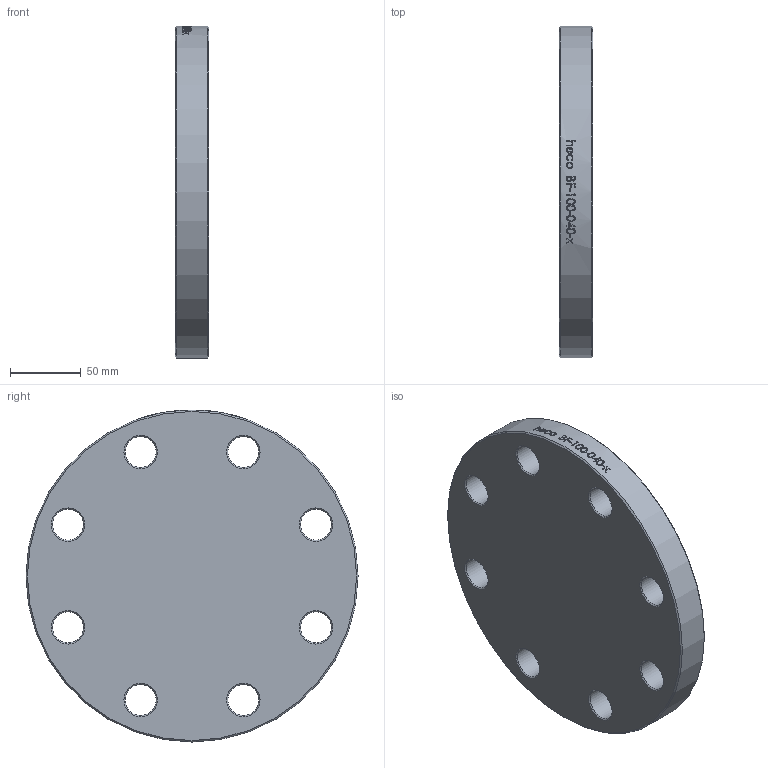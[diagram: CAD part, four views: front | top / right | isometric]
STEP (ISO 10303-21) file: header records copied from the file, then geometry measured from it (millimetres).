
FILE_DESCRIPTION (( 'STEP AP214' ), '1' );
FILE_NAME ('BF-100-040-x Blindflansch PN40 DIN2527 EN1092 2103.STEP', '2021-03-09T10:36:18', ( '' ), ( '' ), 'SwSTEP 2.0', 'SolidWorks 2019', '' );
FILE_SCHEMA (( 'AUTOMOTIVE_DESIGN' ));
Length unit declared in the file: millimetre
Products named in the file (1): BF-100-040-x Blindflansch PN40 DIN2527 EN1092 2103
Bounding box: 24 x 235 x 235 mm (x, y, z)
Volume: 965563.3 mm3; surface area: 110248.3 mm2
Topology: 1 solids, 1 shells, 54 faces, 227 edges, 200 vertices
Faces by surface type: cylinder 34, cone 18, plane 2
Full cylindrical faces by diameter (mm): 22 x8, 235 x1
Entity records: 5822 total; most frequent: CARTESIAN_POINT 3871, ORIENTED_EDGE 382, DIRECTION 278, EDGE_CURVE 191, VERTEX_POINT 191, AXIS2_PLACEMENT_3D 126, EDGE_LOOP 122, B_SPLINE_CURVE_WITH_KNOTS 94
